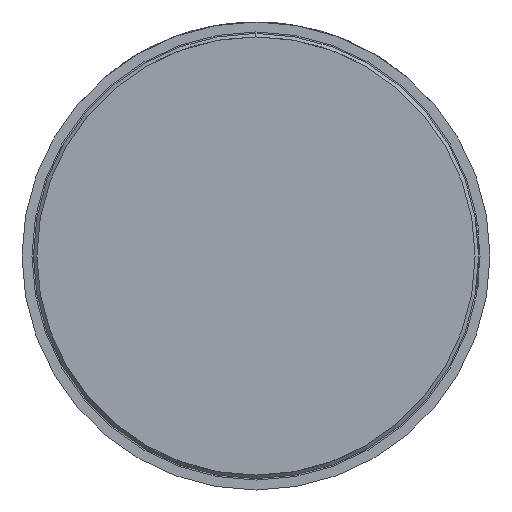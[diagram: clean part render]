
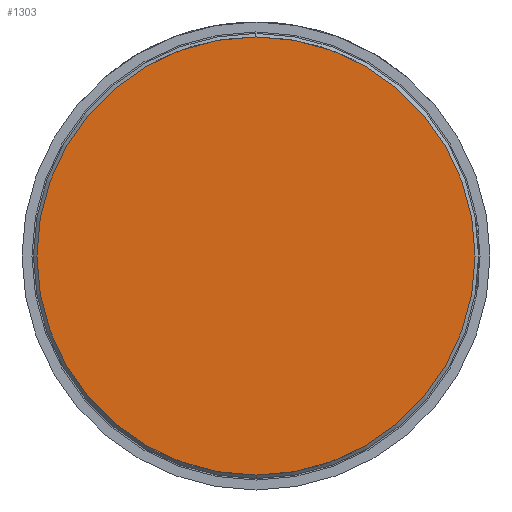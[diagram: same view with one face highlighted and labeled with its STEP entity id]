
A CAD part, front view. The second image highlights one B-rep face of the part: STEP entity #1303.
In plain terms, the highlighted planar face has unit normal (0, -1, 0).
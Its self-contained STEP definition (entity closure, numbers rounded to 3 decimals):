
#7 = AXIS2_PLACEMENT_3D ( 'NONE', #3347, #755, #4389 ) ;
#566 = ORIENTED_EDGE ( 'NONE', *, *, #2116, .T. ) ;
#751 = EDGE_LOOP ( 'NONE', ( #566, #973 ) ) ;
#755 = DIRECTION ( 'NONE',  ( 0., -1., 0. ) ) ;
#973 = ORIENTED_EDGE ( 'NONE', *, *, #1883, .T. ) ;
#991 = DIRECTION ( 'NONE',  ( -1., 0., 0. ) ) ;
#1303 = ADVANCED_FACE ( 'Defeature ausgef�hrt1_37', ( #3956 ), #2827, .F. ) ;
#1538 = AXIS2_PLACEMENT_3D ( 'NONE', #4328, #4266, #3572 ) ;
#1883 = EDGE_CURVE ( 'Defeature ausgef�hrt1_37+Defeature ausgef�hrt1_36+Defeature ausgef�hrt1_36+Defeature ausgef�hrt1_36', #2942, #2723, #4006, .T. ) ;
#2062 = CARTESIAN_POINT ( 'NONE',  ( 0., 0., 0. ) ) ;
#2116 = EDGE_CURVE ( 'Defeature ausgef�hrt1_37+Defeature ausgef�hrt1_36+Defeature ausgef�hrt1_36+Defeature ausgef�hrt1_36', #2723, #2942, #2919, .T. ) ;
#2723 = VERTEX_POINT ( 'NONE', #4582 ) ;
#2766 = AXIS2_PLACEMENT_3D ( 'NONE', #2062, #4640, #991 ) ;
#2827 = PLANE ( 'NONE',  #1538 ) ;
#2919 = CIRCLE ( 'NONE', #7, 2.2 ) ;
#2942 = VERTEX_POINT ( 'NONE', #4333 ) ;
#3347 = CARTESIAN_POINT ( 'NONE',  ( 0., 0., 0. ) ) ;
#3572 = DIRECTION ( 'NONE',  ( 1., 0., 0. ) ) ;
#3956 = FACE_OUTER_BOUND ( 'NONE', #751, .T. ) ;
#4006 = CIRCLE ( 'NONE', #2766, 2.2 ) ;
#4266 = DIRECTION ( 'NONE',  ( 0., 1., 0. ) ) ;
#4328 = CARTESIAN_POINT ( 'NONE',  ( 0., 0., -1.9 ) ) ;
#4333 = CARTESIAN_POINT ( 'NONE',  ( 2.2, 0., 0. ) ) ;
#4389 = DIRECTION ( 'NONE',  ( -1., 0., 0. ) ) ;
#4582 = CARTESIAN_POINT ( 'NONE',  ( -2.2, 0., 0. ) ) ;
#4640 = DIRECTION ( 'NONE',  ( 0., -1., 0. ) ) ;
